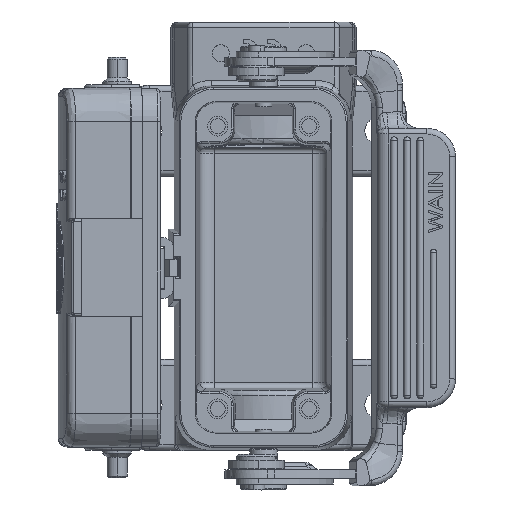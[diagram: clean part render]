
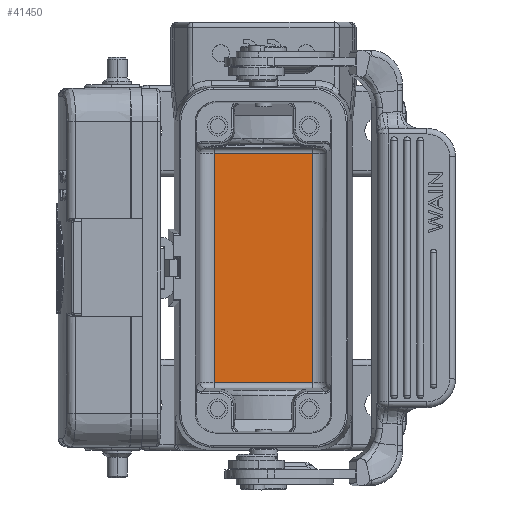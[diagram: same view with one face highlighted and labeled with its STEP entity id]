
A CAD part, top view. The second image highlights one B-rep face of the part: STEP entity #41450.
In plain terms, the highlighted planar face has unit normal (0, 0, 1).
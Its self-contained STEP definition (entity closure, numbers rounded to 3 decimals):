
#11097=CARTESIAN_POINT('',(16.345,59.04,
-65.522));
#11099=DIRECTION('',(0.,-1.,0.));
#11100=VECTOR('',#11099,40.18);
#11101=CARTESIAN_POINT('',(16.345,59.04,
-65.522));
#11102=LINE('',#11101,#11100);
#11115=DIRECTION('',(-1.,0.,0.));
#11116=VECTOR('',#11115,17.311);
#11117=CARTESIAN_POINT('',(33.656,59.043,
-65.522));
#11118=LINE('',#11117,#11116);
#11201=DIRECTION('',(0.,1.,0.));
#11202=VECTOR('',#11201,40.183);
#11203=CARTESIAN_POINT('',(33.656,18.86,
-65.522));
#11204=LINE('',#11203,#11202);
#12000=DIRECTION('',(1.,0.,0.));
#12001=VECTOR('',#12000,17.311);
#12002=CARTESIAN_POINT('',(16.345,18.86,
-65.522));
#12003=LINE('',#12002,#12001);
#24155=VERTEX_POINT('',#11097);
#24156=CARTESIAN_POINT('',(16.345,18.86,
-65.522));
#24157=VERTEX_POINT('',#24156);
#24159=CARTESIAN_POINT('',(33.656,59.043,
-65.522));
#24160=VERTEX_POINT('',#24159);
#24161=CARTESIAN_POINT('',(33.656,18.86,
-65.522));
#24162=VERTEX_POINT('',#24161);
#41436=CARTESIAN_POINT('',(25.001,38.952,
-65.522));
#41437=DIRECTION('',(0.,0.,1.));
#41438=DIRECTION('',(1.,0.,0.));
#41439=AXIS2_PLACEMENT_3D('',#41436,#41437,#41438);
#41440=PLANE('',#41439);
#41441=ORIENTED_EDGE('',*,*,#41427,.F.);
#41443=ORIENTED_EDGE('',*,*,#41442,.F.);
#41445=ORIENTED_EDGE('',*,*,#41444,.F.);
#41447=ORIENTED_EDGE('',*,*,#41446,.F.);
#41448=EDGE_LOOP('',(#41441,#41443,#41445,#41447));
#41449=FACE_OUTER_BOUND('',#41448,.F.);
#41450=ADVANCED_FACE('',(#41449),#41440,.T.);
#41427=EDGE_CURVE('',#24155,#24157,#11102,.T.);
#41442=EDGE_CURVE('',#24160,#24155,#11118,.T.);
#41444=EDGE_CURVE('',#24162,#24160,#11204,.T.);
#41446=EDGE_CURVE('',#24157,#24162,#12003,.T.);
